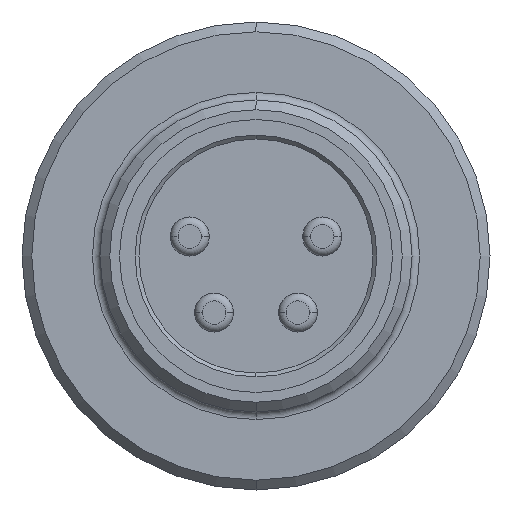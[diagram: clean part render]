
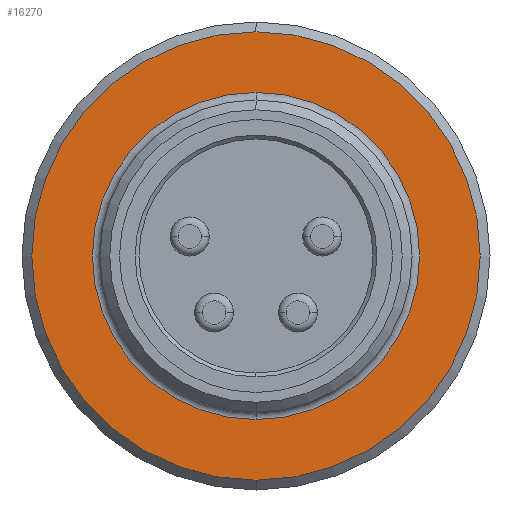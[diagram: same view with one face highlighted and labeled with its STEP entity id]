
A CAD part, front view. The second image highlights one B-rep face of the part: STEP entity #16270.
In plain terms, the highlighted planar face has unit normal (0, -1, 0).
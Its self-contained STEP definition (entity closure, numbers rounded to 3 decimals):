
#7970=CARTESIAN_POINT('',(0.,-6.5,
5.75));
#7980=VERTEX_POINT('',#7970);
#8010=CARTESIAN_POINT('',(0.,-6.5,0.));
#8020=DIRECTION('',(0.,1.,0.));
#8030=DIRECTION('',(0.,0.,1.));
#8040=AXIS2_PLACEMENT_3D('',#8010,#8020,#8030);
#8050=CIRCLE('',#8040,5.75);
#8060=CARTESIAN_POINT('',(0.,-6.5,-5.75));
#8070=VERTEX_POINT('',#8060);
#8080=EDGE_CURVE('',#8070,#7980,#8050,.T.);
#8390=CARTESIAN_POINT('',(0.,-6.5,-4.195));
#8400=VERTEX_POINT('',#8390);
#8570=CARTESIAN_POINT('',(0.,-6.5,4.195));
#8580=VERTEX_POINT('',#8570);
#8610=CARTESIAN_POINT('',(0.,-6.5,0.));
#8620=DIRECTION('',(0.,1.,0.));
#8630=DIRECTION('',(0.,0.,1.));
#8640=AXIS2_PLACEMENT_3D('',#8610,#8620,#8630);
#8650=CIRCLE('',#8640,4.195);
#8660=EDGE_CURVE('',#8580,#8400,#8650,.T.);
#16120=CARTESIAN_POINT('',(0.,-6.5,4.973));
#16130=DIRECTION('',(0.,-1.,0.));
#16140=DIRECTION('',(0.,0.,-1.));
#16150=AXIS2_PLACEMENT_3D('',#16120,#16130,#16140);
#16160=PLANE('',#16150);
#16170=ORIENTED_EDGE('',*,*,#8080,.F.);
#16180=EDGE_CURVE('',#7980,#8070,#8050,.T.);
#16190=ORIENTED_EDGE('',*,*,#16180,.F.);
#16200=EDGE_LOOP('',(#16190,#16170));
#16210=FACE_OUTER_BOUND('',#16200,.T.);
#16220=EDGE_CURVE('',#8400,#8580,#8650,.T.);
#16230=ORIENTED_EDGE('',*,*,#16220,.T.);
#16240=ORIENTED_EDGE('',*,*,#8660,.T.);
#16250=EDGE_LOOP('',(#16240,#16230));
#16260=FACE_BOUND('',#16250,.T.);
#16270=ADVANCED_FACE('',(#16210,#16260),#16160,.T.);
